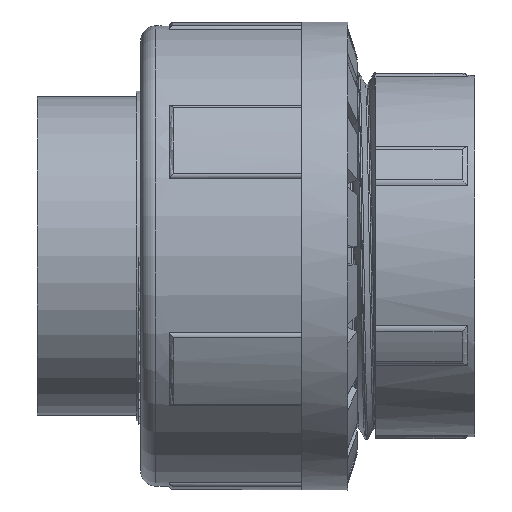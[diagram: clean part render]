
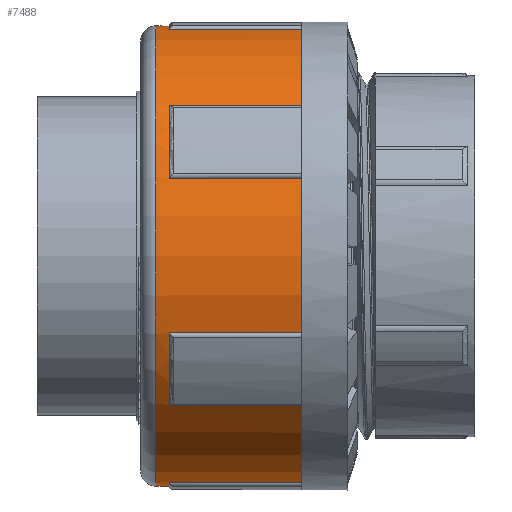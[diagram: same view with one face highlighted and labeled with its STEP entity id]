
A CAD part, top view. The second image highlights one B-rep face of the part: STEP entity #7488.
In plain terms, the highlighted cylindrical face has radius 30 mm (diameter 60 mm), a full revolution.
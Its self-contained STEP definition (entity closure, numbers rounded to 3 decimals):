
#963=LINE('',#24168,#1638);
#967=LINE('',#24181,#1642);
#971=LINE('',#24225,#1646);
#975=LINE('',#24238,#1650);
#979=LINE('',#24280,#1654);
#983=LINE('',#24293,#1658);
#987=LINE('',#24337,#1662);
#991=LINE('',#24350,#1666);
#995=LINE('',#24394,#1670);
#999=LINE('',#24407,#1674);
#1004=LINE('',#24476,#1679);
#1008=LINE('',#24483,#1683);
#1638=VECTOR('',#9599,10.);
#1642=VECTOR('',#9613,10.);
#1646=VECTOR('',#9629,10.);
#1650=VECTOR('',#9643,10.);
#1654=VECTOR('',#9659,10.);
#1658=VECTOR('',#9673,10.);
#1662=VECTOR('',#9689,10.);
#1666=VECTOR('',#9703,10.);
#1670=VECTOR('',#9719,10.);
#1674=VECTOR('',#9733,10.);
#1679=VECTOR('',#9792,10.);
#1683=VECTOR('',#9802,10.);
#1739=CYLINDRICAL_SURFACE('',#8061,30.);
#1802=FACE_BOUND('',#2982,.T.);
#2501=FACE_OUTER_BOUND('',#2981,.T.);
#2981=EDGE_LOOP('',(#4973,#4974,#4975,#4976,#4977,#4978,#4979,#4980,#4981,
#4982,#4983,#4984,#4985,#4986,#4987,#4988,#4989,#4990,#4991,#4992,#4993,
#4994,#4995,#4996));
#2982=EDGE_LOOP('',(#4997));
#4973=ORIENTED_EDGE('',*,*,#6050,.T.);
#4974=ORIENTED_EDGE('',*,*,#6138,.T.);
#4975=ORIENTED_EDGE('',*,*,#6150,.T.);
#4976=ORIENTED_EDGE('',*,*,#6140,.T.);
#4977=ORIENTED_EDGE('',*,*,#6146,.T.);
#4978=ORIENTED_EDGE('',*,*,#6132,.T.);
#4979=ORIENTED_EDGE('',*,*,#6120,.T.);
#4980=ORIENTED_EDGE('',*,*,#6107,.T.);
#4981=ORIENTED_EDGE('',*,*,#6114,.T.);
#4982=ORIENTED_EDGE('',*,*,#6131,.T.);
#4983=ORIENTED_EDGE('',*,*,#6104,.T.);
#4984=ORIENTED_EDGE('',*,*,#6091,.T.);
#4985=ORIENTED_EDGE('',*,*,#6098,.T.);
#4986=ORIENTED_EDGE('',*,*,#6130,.T.);
#4987=ORIENTED_EDGE('',*,*,#6088,.T.);
#4988=ORIENTED_EDGE('',*,*,#6075,.T.);
#4989=ORIENTED_EDGE('',*,*,#6082,.T.);
#4990=ORIENTED_EDGE('',*,*,#6129,.T.);
#4991=ORIENTED_EDGE('',*,*,#6072,.T.);
#4992=ORIENTED_EDGE('',*,*,#6059,.T.);
#4993=ORIENTED_EDGE('',*,*,#6066,.T.);
#4994=ORIENTED_EDGE('',*,*,#6128,.T.);
#4995=ORIENTED_EDGE('',*,*,#6056,.T.);
#4996=ORIENTED_EDGE('',*,*,#6043,.T.);
#4997=ORIENTED_EDGE('',*,*,#6152,.F.);
#6043=EDGE_CURVE('',#6801,#6800,#7022,.T.);
#6050=EDGE_CURVE('',#6800,#6806,#963,.T.);
#6056=EDGE_CURVE('',#6810,#6801,#967,.T.);
#6059=EDGE_CURVE('',#6813,#6812,#7026,.T.);
#6066=EDGE_CURVE('',#6812,#6818,#971,.T.);
#6072=EDGE_CURVE('',#6822,#6813,#975,.T.);
#6075=EDGE_CURVE('',#6825,#6824,#7030,.T.);
#6082=EDGE_CURVE('',#6824,#6830,#979,.T.);
#6088=EDGE_CURVE('',#6834,#6825,#983,.T.);
#6091=EDGE_CURVE('',#6837,#6836,#7034,.T.);
#6098=EDGE_CURVE('',#6836,#6842,#987,.T.);
#6104=EDGE_CURVE('',#6846,#6837,#991,.T.);
#6107=EDGE_CURVE('',#6849,#6848,#7038,.T.);
#6114=EDGE_CURVE('',#6848,#6854,#995,.T.);
#6120=EDGE_CURVE('',#6858,#6849,#999,.T.);
#6128=EDGE_CURVE('',#6818,#6810,#7048,.T.);
#6129=EDGE_CURVE('',#6830,#6822,#7049,.T.);
#6130=EDGE_CURVE('',#6842,#6834,#7050,.T.);
#6131=EDGE_CURVE('',#6854,#6846,#7051,.T.);
#6132=EDGE_CURVE('',#6860,#6858,#7052,.T.);
#6138=EDGE_CURVE('',#6806,#6865,#7056,.T.);
#6140=EDGE_CURVE('',#6868,#6867,#7057,.T.);
#6146=EDGE_CURVE('',#6867,#6860,#1004,.T.);
#6150=EDGE_CURVE('',#6865,#6868,#1008,.T.);
#6152=EDGE_CURVE('',#6873,#6873,#7060,.T.);
#6800=VERTEX_POINT('',#24128);
#6801=VERTEX_POINT('',#24130);
#6806=VERTEX_POINT('',#24166);
#6810=VERTEX_POINT('',#24180);
#6812=VERTEX_POINT('',#24185);
#6813=VERTEX_POINT('',#24187);
#6818=VERTEX_POINT('',#24223);
#6822=VERTEX_POINT('',#24237);
#6824=VERTEX_POINT('',#24242);
#6825=VERTEX_POINT('',#24244);
#6830=VERTEX_POINT('',#24278);
#6834=VERTEX_POINT('',#24292);
#6836=VERTEX_POINT('',#24297);
#6837=VERTEX_POINT('',#24299);
#6842=VERTEX_POINT('',#24335);
#6846=VERTEX_POINT('',#24349);
#6848=VERTEX_POINT('',#24354);
#6849=VERTEX_POINT('',#24356);
#6854=VERTEX_POINT('',#24392);
#6858=VERTEX_POINT('',#24406);
#6860=VERTEX_POINT('',#24426);
#6865=VERTEX_POINT('',#24436);
#6867=VERTEX_POINT('',#24441);
#6868=VERTEX_POINT('',#24443);
#6873=VERTEX_POINT('',#24489);
#7022=CIRCLE('',#7973,30.);
#7026=CIRCLE('',#7984,30.);
#7030=CIRCLE('',#7995,30.);
#7034=CIRCLE('',#8006,30.);
#7038=CIRCLE('',#8017,30.);
#7048=CIRCLE('',#8038,30.);
#7049=CIRCLE('',#8039,30.);
#7050=CIRCLE('',#8040,30.);
#7051=CIRCLE('',#8041,30.);
#7052=CIRCLE('',#8042,30.);
#7056=CIRCLE('',#8046,30.);
#7057=CIRCLE('',#8049,30.);
#7060=CIRCLE('',#8060,30.);
#7488=ADVANCED_FACE('',(#2501,#1802),#1739,.T.);
#7973=AXIS2_PLACEMENT_3D('',#24131,#9589,#9590);
#7984=AXIS2_PLACEMENT_3D('',#24188,#9619,#9620);
#7995=AXIS2_PLACEMENT_3D('',#24245,#9649,#9650);
#8006=AXIS2_PLACEMENT_3D('',#24300,#9679,#9680);
#8017=AXIS2_PLACEMENT_3D('',#24357,#9709,#9710);
#8038=AXIS2_PLACEMENT_3D('',#24422,#9759,#9760);
#8039=AXIS2_PLACEMENT_3D('',#24423,#9761,#9762);
#8040=AXIS2_PLACEMENT_3D('',#24424,#9763,#9764);
#8041=AXIS2_PLACEMENT_3D('',#24425,#9765,#9766);
#8042=AXIS2_PLACEMENT_3D('',#24427,#9767,#9768);
#8046=AXIS2_PLACEMENT_3D('',#24438,#9777,#9778);
#8049=AXIS2_PLACEMENT_3D('',#24444,#9783,#9784);
#8060=AXIS2_PLACEMENT_3D('',#24490,#9811,#9812);
#8061=AXIS2_PLACEMENT_3D('',#24491,#9813,#9814);
#9589=DIRECTION('center_axis',(-1.,0.,0.));
#9590=DIRECTION('ref_axis',(0.,-1.,0.));
#9599=DIRECTION('',(1.,0.,0.));
#9613=DIRECTION('',(-1.,0.,0.));
#9619=DIRECTION('center_axis',(-1.,0.,0.));
#9620=DIRECTION('ref_axis',(0.,-1.,0.));
#9629=DIRECTION('',(1.,0.,0.));
#9643=DIRECTION('',(-1.,0.,0.));
#9649=DIRECTION('center_axis',(-1.,0.,0.));
#9650=DIRECTION('ref_axis',(0.,-1.,0.));
#9659=DIRECTION('',(1.,0.,0.));
#9673=DIRECTION('',(-1.,0.,0.));
#9679=DIRECTION('center_axis',(-1.,0.,0.));
#9680=DIRECTION('ref_axis',(0.,-1.,0.));
#9689=DIRECTION('',(1.,0.,0.));
#9703=DIRECTION('',(-1.,0.,0.));
#9709=DIRECTION('center_axis',(-1.,0.,0.));
#9710=DIRECTION('ref_axis',(0.,-1.,0.));
#9719=DIRECTION('',(1.,0.,0.));
#9733=DIRECTION('',(-1.,0.,0.));
#9759=DIRECTION('center_axis',(-1.,0.,0.));
#9760=DIRECTION('ref_axis',(0.,-1.,0.));
#9761=DIRECTION('center_axis',(-1.,0.,0.));
#9762=DIRECTION('ref_axis',(0.,-1.,0.));
#9763=DIRECTION('center_axis',(-1.,0.,0.));
#9764=DIRECTION('ref_axis',(0.,-1.,0.));
#9765=DIRECTION('center_axis',(-1.,0.,0.));
#9766=DIRECTION('ref_axis',(0.,-1.,0.));
#9767=DIRECTION('center_axis',(-1.,0.,0.));
#9768=DIRECTION('ref_axis',(0.,-1.,0.));
#9777=DIRECTION('center_axis',(-1.,0.,0.));
#9778=DIRECTION('ref_axis',(0.,-1.,0.));
#9783=DIRECTION('center_axis',(-1.,0.,0.));
#9784=DIRECTION('ref_axis',(0.,-1.,0.));
#9792=DIRECTION('',(1.,0.,0.));
#9802=DIRECTION('',(-1.,0.,0.));
#9811=DIRECTION('center_axis',(-1.,0.,0.));
#9812=DIRECTION('ref_axis',(0.,1.,0.));
#9813=DIRECTION('center_axis',(-1.,0.,0.));
#9814=DIRECTION('ref_axis',(0.,-1.,0.));
#24128=CARTESIAN_POINT('',(3.75,19.459,22.833));
#24130=CARTESIAN_POINT('',(3.75,10.044,28.269));
#24131=CARTESIAN_POINT('Origin',(3.75,0.,0.));
#24166=CARTESIAN_POINT('',(21.,19.459,22.833));
#24168=CARTESIAN_POINT('',(13.5,19.459,22.833));
#24180=CARTESIAN_POINT('',(21.,10.044,28.269));
#24181=CARTESIAN_POINT('',(13.5,10.044,28.269));
#24185=CARTESIAN_POINT('',(3.75,-10.044,28.269));
#24187=CARTESIAN_POINT('',(3.75,-19.459,22.833));
#24188=CARTESIAN_POINT('Origin',(3.75,0.,0.));
#24223=CARTESIAN_POINT('',(21.,-10.044,28.269));
#24225=CARTESIAN_POINT('',(13.5,-10.044,28.269));
#24237=CARTESIAN_POINT('',(21.,-19.459,22.833));
#24238=CARTESIAN_POINT('',(13.5,-19.459,22.833));
#24242=CARTESIAN_POINT('',(3.75,-29.503,5.436));
#24244=CARTESIAN_POINT('',(3.75,-29.503,-5.436));
#24245=CARTESIAN_POINT('Origin',(3.75,0.,0.));
#24278=CARTESIAN_POINT('',(21.,-29.503,5.436));
#24280=CARTESIAN_POINT('',(13.5,-29.503,5.436));
#24292=CARTESIAN_POINT('',(21.,-29.503,-5.436));
#24293=CARTESIAN_POINT('',(13.5,-29.503,-5.436));
#24297=CARTESIAN_POINT('',(3.75,-19.459,-22.833));
#24299=CARTESIAN_POINT('',(3.75,-10.044,-28.269));
#24300=CARTESIAN_POINT('Origin',(3.75,0.,0.));
#24335=CARTESIAN_POINT('',(21.,-19.459,-22.833));
#24337=CARTESIAN_POINT('',(13.5,-19.459,-22.833));
#24349=CARTESIAN_POINT('',(21.,-10.044,-28.269));
#24350=CARTESIAN_POINT('',(13.5,-10.044,-28.269));
#24354=CARTESIAN_POINT('',(3.75,10.044,-28.269));
#24356=CARTESIAN_POINT('',(3.75,19.459,-22.833));
#24357=CARTESIAN_POINT('Origin',(3.75,0.,0.));
#24392=CARTESIAN_POINT('',(21.,10.044,-28.269));
#24394=CARTESIAN_POINT('',(13.5,10.044,-28.269));
#24406=CARTESIAN_POINT('',(21.,19.459,-22.833));
#24407=CARTESIAN_POINT('',(13.5,19.459,-22.833));
#24422=CARTESIAN_POINT('Origin',(21.,0.,0.));
#24423=CARTESIAN_POINT('Origin',(21.,0.,0.));
#24424=CARTESIAN_POINT('Origin',(21.,0.,0.));
#24425=CARTESIAN_POINT('Origin',(21.,0.,0.));
#24426=CARTESIAN_POINT('',(21.,29.503,-5.436));
#24427=CARTESIAN_POINT('Origin',(21.,0.,0.));
#24436=CARTESIAN_POINT('',(21.,29.503,5.436));
#24438=CARTESIAN_POINT('Origin',(21.,0.,0.));
#24441=CARTESIAN_POINT('',(3.75,29.503,-5.436));
#24443=CARTESIAN_POINT('',(3.75,29.503,5.436));
#24444=CARTESIAN_POINT('Origin',(3.75,0.,0.));
#24476=CARTESIAN_POINT('',(13.5,29.503,-5.436));
#24483=CARTESIAN_POINT('',(13.5,29.503,5.436));
#24489=CARTESIAN_POINT('',(2.,-30.,0.));
#24490=CARTESIAN_POINT('Origin',(2.,0.,0.));
#24491=CARTESIAN_POINT('Origin',(13.5,0.,0.));
